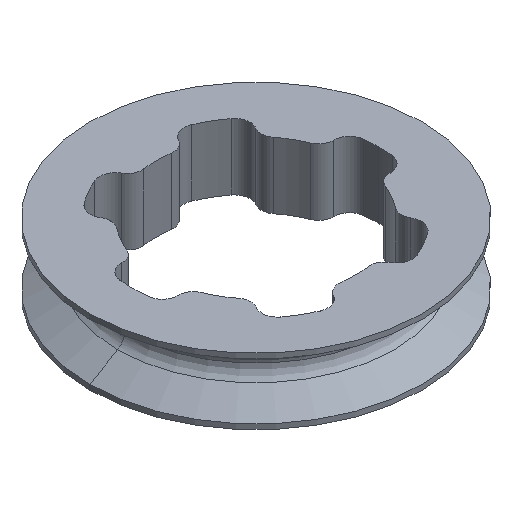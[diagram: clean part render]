
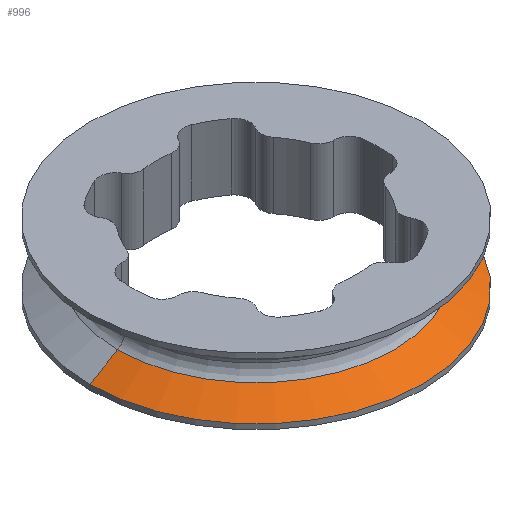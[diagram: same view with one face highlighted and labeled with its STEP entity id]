
A CAD part, isometric view. The second image highlights one B-rep face of the part: STEP entity #996.
In plain terms, the highlighted conical face has half-angle 60 degrees and reference radius 23.9 mm.
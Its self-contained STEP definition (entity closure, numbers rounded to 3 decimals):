
#5 = CARTESIAN_POINT ( 'NONE',  ( -23.9, 0., -4.041 ) ) ;
#91 = DIRECTION ( 'NONE',  ( -0.866, 0., -0.5 ) ) ;
#127 = VERTEX_POINT ( 'NONE', #1675 ) ;
#136 = EDGE_CURVE ( 'NONE', #1476, #127, #973, .T. ) ;
#146 = CARTESIAN_POINT ( 'NONE',  ( 19.9, 0., -1.732 ) ) ;
#183 = CARTESIAN_POINT ( 'NONE',  ( 0., 0., -4.041 ) ) ;
#221 = CONICAL_SURFACE ( 'NONE', #909, 23.9, 1.047 ) ;
#249 = VERTEX_POINT ( 'NONE', #146 ) ;
#254 = CARTESIAN_POINT ( 'NONE',  ( 0., 0., -4.041 ) ) ;
#307 = DIRECTION ( 'NONE',  ( 0., 0., -1. ) ) ;
#346 = VECTOR ( 'NONE', #91, 1000. ) ;
#366 = VERTEX_POINT ( 'NONE', #1468 ) ;
#419 = CARTESIAN_POINT ( 'NONE',  ( -23.9, 0., -4.041 ) ) ;
#430 = DIRECTION ( 'NONE',  ( -1., 0., 0. ) ) ;
#467 = EDGE_CURVE ( 'NONE', #366, #1476, #708, .T. ) ;
#468 = CIRCLE ( 'NONE', #1547, 19.9 ) ;
#532 = EDGE_CURVE ( 'NONE', #249, #127, #585, .T. ) ;
#585 = LINE ( 'NONE', #1745, #1395 ) ;
#644 = AXIS2_PLACEMENT_3D ( 'NONE', #254, #832, #690 ) ;
#690 = DIRECTION ( 'NONE',  ( 1., 0., 0. ) ) ;
#708 = LINE ( 'NONE', #5, #346 ) ;
#832 = DIRECTION ( 'NONE',  ( 0., 0., 1. ) ) ;
#898 = ORIENTED_EDGE ( 'NONE', *, *, #1579, .F. ) ;
#906 = EDGE_LOOP ( 'NONE', ( #1562, #898, #1808, #997 ) ) ;
#909 = AXIS2_PLACEMENT_3D ( 'NONE', #183, #307, #430 ) ;
#973 = CIRCLE ( 'NONE', #644, 23.9 ) ;
#996 = ADVANCED_FACE ( 'NONE', ( #1456 ), #221, .T. ) ;
#997 = ORIENTED_EDGE ( 'NONE', *, *, #136, .T. ) ;
#1185 = DIRECTION ( 'NONE',  ( 0., 0., 1. ) ) ;
#1203 = CARTESIAN_POINT ( 'NONE',  ( 0., 0., -1.732 ) ) ;
#1395 = VECTOR ( 'NONE', #1612, 1000. ) ;
#1456 = FACE_OUTER_BOUND ( 'NONE', #906, .T. ) ;
#1468 = CARTESIAN_POINT ( 'NONE',  ( -19.9, 0., -1.732 ) ) ;
#1476 = VERTEX_POINT ( 'NONE', #419 ) ;
#1547 = AXIS2_PLACEMENT_3D ( 'NONE', #1203, #1185, #1765 ) ;
#1562 = ORIENTED_EDGE ( 'NONE', *, *, #532, .F. ) ;
#1579 = EDGE_CURVE ( 'NONE', #366, #249, #468, .T. ) ;
#1612 = DIRECTION ( 'NONE',  ( 0.866, 0., -0.5 ) ) ;
#1675 = CARTESIAN_POINT ( 'NONE',  ( 23.9, 0., -4.041 ) ) ;
#1745 = CARTESIAN_POINT ( 'NONE',  ( 23.9, 0., -4.041 ) ) ;
#1765 = DIRECTION ( 'NONE',  ( 1., 0., 0. ) ) ;
#1808 = ORIENTED_EDGE ( 'NONE', *, *, #467, .T. ) ;
